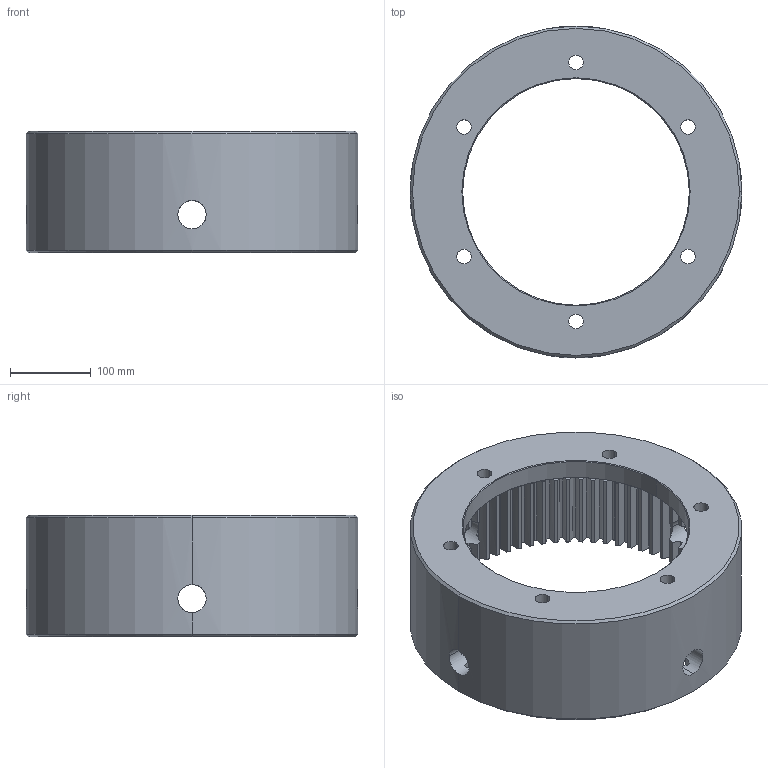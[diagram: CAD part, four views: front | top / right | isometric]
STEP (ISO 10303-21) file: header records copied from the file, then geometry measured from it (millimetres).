
FILE_DESCRIPTION (( 'STEP AP203' ), '1' );
FILE_NAME ('UWG-140(S).STEP', '2017-10-13T05:27:26', ( ' ' ), ( '' ), 'SwSTEP 2.0', 'SolidWorks 2009', '' );
FILE_SCHEMA (( 'CONFIG_CONTROL_DESIGN' ));
Length unit declared in the file: millimetre
Products named in the file (1): UWG-140(S)
Bounding box: 410 x 410 x 150 mm (x, y, z)
Volume: 4725623.3 mm3; surface area: 616605.5 mm2
Topology: 1 solids, 1 shells, 518 faces, 1552 edges, 1032 vertices
Faces by surface type: cylinder 188, bspline 162, plane 87, cone 81
Entity records: 26713 total; most frequent: CARTESIAN_POINT 13966, ORIENTED_EDGE 3104, DIRECTION 2052, EDGE_CURVE 1552, VERTEX_POINT 1032, AXIS2_PLACEMENT_3D 766, B_SPLINE_CURVE_WITH_KNOTS 603, EDGE_LOOP 536
